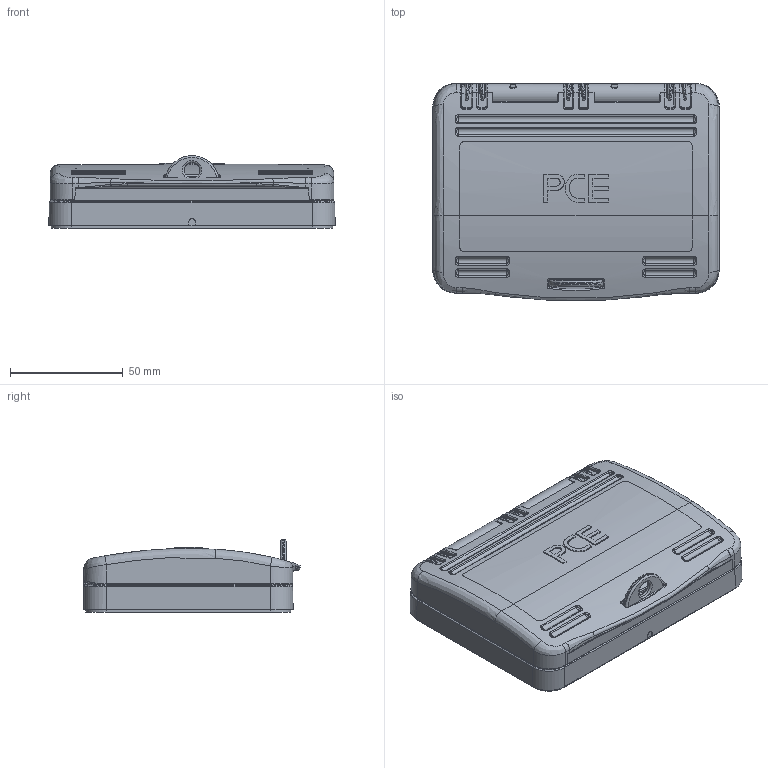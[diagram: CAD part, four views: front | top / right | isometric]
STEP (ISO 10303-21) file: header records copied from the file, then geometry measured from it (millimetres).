
FILE_DESCRIPTION (( 'STEP AP203' ), '1' );
FILE_NAME ('9006506.STEP', '2017-11-23T10:23:42', ( '' ), ( '' ), 'SwSTEP 2.0', 'SolidWorks 2016', '' );
FILE_SCHEMA (( 'CONFIG_CONTROL_DESIGN' ));
Length unit declared in the file: millimetre
Products named in the file (1): 9006506
Bounding box: 127.02 x 96.33 x 32.18 mm (x, y, z)
Volume: 146937.6 mm3; surface area: 43694.1 mm2
Topology: 1 solids, 1 shells, 786 faces, 2018 edges, 1255 vertices
Faces by surface type: plane 253, cylinder 237, bspline 228, torus 43, cone 23, sphere 2
Full cylindrical faces by diameter (mm): 7 x1
Entity records: 30454 total; most frequent: CARTESIAN_POINT 13807, ORIENTED_EDGE 3958, DIRECTION 2849, EDGE_CURVE 1979, VERTEX_POINT 1241, AXIS2_PLACEMENT_3D 1017, EDGE_LOOP 834, VECTOR 815
